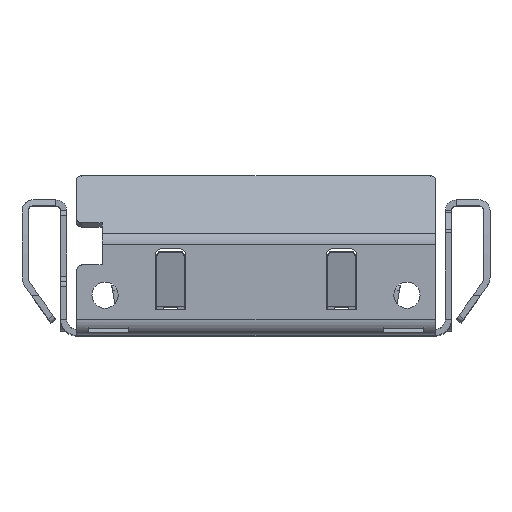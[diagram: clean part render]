
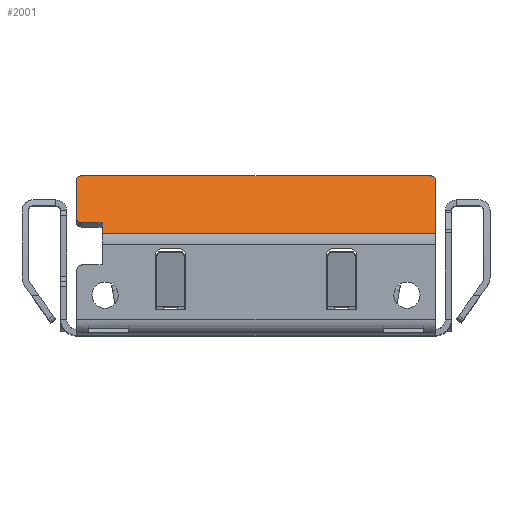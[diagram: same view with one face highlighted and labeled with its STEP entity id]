
A CAD part, top view. The second image highlights one B-rep face of the part: STEP entity #2001.
In plain terms, the highlighted planar face has unit normal (0, 0.707, 0.707).
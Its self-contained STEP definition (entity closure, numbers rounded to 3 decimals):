
#23 = LINE ( 'NONE', #7513, #3172 ) ;
#103 = LINE ( 'NONE', #6162, #5137 ) ;
#294 = LINE ( 'NONE', #6723, #790 ) ;
#309 = EDGE_CURVE ( 'NONE', #2044, #4325, #6321, .T. ) ;
#374 = EDGE_CURVE ( 'NONE', #1281, #7478, #1902, .T. ) ;
#499 = CARTESIAN_POINT ( 'NONE',  ( -17.3, 10.592, 25.921 ) ) ;
#790 = VECTOR ( 'NONE', #5500, 1000. ) ;
#989 = CARTESIAN_POINT ( 'NONE',  ( -17.3, 15.285, 21.227 ) ) ;
#1090 = EDGE_CURVE ( 'NONE', #1833, #2044, #294, .T. ) ;
#1281 = VERTEX_POINT ( 'NONE', #5796 ) ;
#1494 = DIRECTION ( 'NONE',  ( 0., 0.707, 0.707 ) ) ;
#1509 = VECTOR ( 'NONE', #2993, 1000. ) ;
#1568 = VERTEX_POINT ( 'NONE', #4890 ) ;
#1710 = CARTESIAN_POINT ( 'NONE',  ( 0., 18.463, 18.049 ) ) ;
#1819 = ORIENTED_EDGE ( 'NONE', *, *, #6944, .T. ) ;
#1833 = VERTEX_POINT ( 'NONE', #4924 ) ;
#1902 = LINE ( 'NONE', #3079, #6708 ) ;
#1922 = CARTESIAN_POINT ( 'NONE',  ( -17.3, 10.946, 25.567 ) ) ;
#2001 = ADVANCED_FACE ( 'NONE', ( #2265 ), #3998, .F. ) ;
#2044 = VERTEX_POINT ( 'NONE', #5593 ) ;
#2048 = DIRECTION ( 'NONE',  ( 0., 0.707, -0.707 ) ) ;
#2052 = CARTESIAN_POINT ( 'NONE',  ( 17.8, 14.932, 21.581 ) ) ;
#2087 = AXIS2_PLACEMENT_3D ( 'NONE', #2212, #6614, #2842 ) ;
#2105 = CARTESIAN_POINT ( 'NONE',  ( -17.8, 10.946, 25.567 ) ) ;
#2128 = ORIENTED_EDGE ( 'NONE', *, *, #3398, .T. ) ;
#2212 = CARTESIAN_POINT ( 'NONE',  ( -17.3, 14.932, 21.581 ) ) ;
#2265 = FACE_OUTER_BOUND ( 'NONE', #6941, .T. ) ;
#2521 = LINE ( 'NONE', #5151, #7562 ) ;
#2545 = DIRECTION ( 'NONE',  ( 0., 0.707, -0.707 ) ) ;
#2842 = DIRECTION ( 'NONE',  ( 0., 0.707, -0.707 ) ) ;
#2965 = AXIS2_PLACEMENT_3D ( 'NONE', #1710, #3656, #2048 ) ;
#2993 = DIRECTION ( 'NONE',  ( 0., 0.707, -0.707 ) ) ;
#3075 = EDGE_CURVE ( 'NONE', #7478, #5113, #6800, .T. ) ;
#3079 = CARTESIAN_POINT ( 'NONE',  ( -17.8, 18.463, 18.049 ) ) ;
#3084 = DIRECTION ( 'NONE',  ( -1., 0., 0. ) ) ;
#3172 = VECTOR ( 'NONE', #3084, 1000. ) ;
#3237 = DIRECTION ( 'NONE',  ( -1., 0., 0. ) ) ;
#3398 = EDGE_CURVE ( 'NONE', #1568, #7087, #2521, .T. ) ;
#3656 = DIRECTION ( 'NONE',  ( 0., -0.707, -0.707 ) ) ;
#3682 = ORIENTED_EDGE ( 'NONE', *, *, #3075, .T. ) ;
#3908 = VERTEX_POINT ( 'NONE', #2052 ) ;
#3998 = PLANE ( 'NONE',  #2965 ) ;
#4251 = DIRECTION ( 'NONE',  ( 0., 0.707, -0.707 ) ) ;
#4311 = ORIENTED_EDGE ( 'NONE', *, *, #7739, .F. ) ;
#4325 = VERTEX_POINT ( 'NONE', #8028 ) ;
#4792 = ORIENTED_EDGE ( 'NONE', *, *, #309, .F. ) ;
#4890 = CARTESIAN_POINT ( 'NONE',  ( 17.3, 15.285, 21.227 ) ) ;
#4924 = CARTESIAN_POINT ( 'NONE',  ( 17.8, 9.531, 26.981 ) ) ;
#4954 = DIRECTION ( 'NONE',  ( 0., -0.707, 0.707 ) ) ;
#5113 = VERTEX_POINT ( 'NONE', #499 ) ;
#5137 = VECTOR ( 'NONE', #4251, 1000. ) ;
#5151 = CARTESIAN_POINT ( 'NONE',  ( 0., 15.285, 21.227 ) ) ;
#5261 = CARTESIAN_POINT ( 'NONE',  ( 17.3, 14.932, 21.581 ) ) ;
#5388 = EDGE_CURVE ( 'NONE', #1833, #3908, #103, .T. ) ;
#5500 = DIRECTION ( 'NONE',  ( -1., 0., 0. ) ) ;
#5566 = AXIS2_PLACEMENT_3D ( 'NONE', #1922, #6316, #2545 ) ;
#5593 = CARTESIAN_POINT ( 'NONE',  ( -15.3, 9.531, 26.981 ) ) ;
#5595 = ORIENTED_EDGE ( 'NONE', *, *, #7064, .T. ) ;
#5709 = ORIENTED_EDGE ( 'NONE', *, *, #5388, .T. ) ;
#5796 = CARTESIAN_POINT ( 'NONE',  ( -17.8, 14.932, 21.581 ) ) ;
#5893 = DIRECTION ( 'NONE',  ( 0., 0.707, -0.707 ) ) ;
#6162 = CARTESIAN_POINT ( 'NONE',  ( 17.8, 18.463, 18.049 ) ) ;
#6316 = DIRECTION ( 'NONE',  ( 0., 0.707, 0.707 ) ) ;
#6321 = LINE ( 'NONE', #6575, #1509 ) ;
#6575 = CARTESIAN_POINT ( 'NONE',  ( -15.3, 10.592, 25.921 ) ) ;
#6614 = DIRECTION ( 'NONE',  ( 0., 0.707, 0.707 ) ) ;
#6708 = VECTOR ( 'NONE', #4954, 1000. ) ;
#6723 = CARTESIAN_POINT ( 'NONE',  ( -17.8, 9.531, 26.981 ) ) ;
#6784 = CIRCLE ( 'NONE', #2087, 0.5 ) ;
#6800 = CIRCLE ( 'NONE', #5566, 0.5 ) ;
#6941 = EDGE_LOOP ( 'NONE', ( #5709, #1819, #2128, #5595, #7097, #3682, #4311, #4792, #8187 ) ) ;
#6944 = EDGE_CURVE ( 'NONE', #3908, #1568, #7601, .T. ) ;
#7064 = EDGE_CURVE ( 'NONE', #7087, #1281, #6784, .T. ) ;
#7087 = VERTEX_POINT ( 'NONE', #989 ) ;
#7097 = ORIENTED_EDGE ( 'NONE', *, *, #374, .T. ) ;
#7318 = AXIS2_PLACEMENT_3D ( 'NONE', #5261, #1494, #5893 ) ;
#7478 = VERTEX_POINT ( 'NONE', #2105 ) ;
#7513 = CARTESIAN_POINT ( 'NONE',  ( -15.3, 10.592, 25.921 ) ) ;
#7562 = VECTOR ( 'NONE', #3237, 1000. ) ;
#7601 = CIRCLE ( 'NONE', #7318, 0.5 ) ;
#7739 = EDGE_CURVE ( 'NONE', #4325, #5113, #23, .T. ) ;
#8028 = CARTESIAN_POINT ( 'NONE',  ( -15.3, 10.592, 25.921 ) ) ;
#8187 = ORIENTED_EDGE ( 'NONE', *, *, #1090, .F. ) ;
